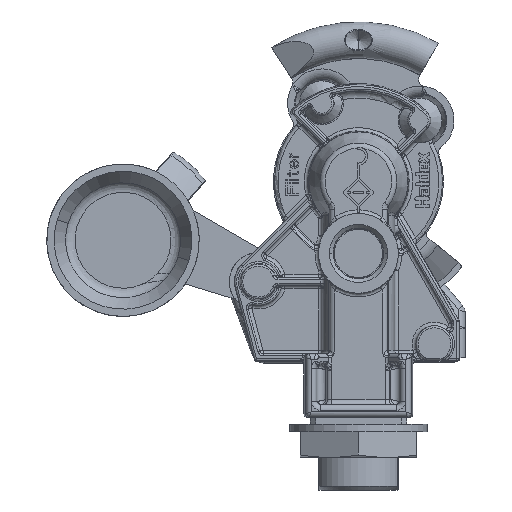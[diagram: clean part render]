
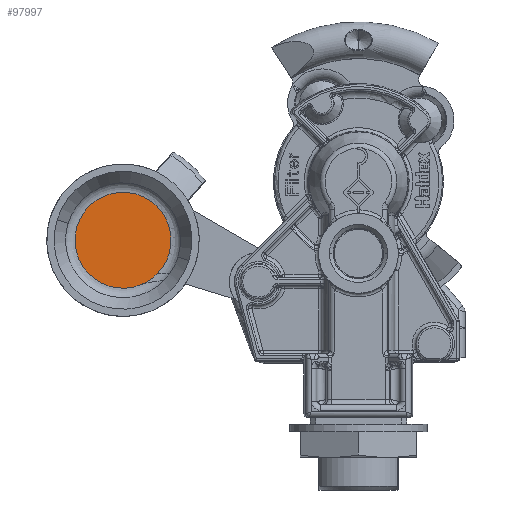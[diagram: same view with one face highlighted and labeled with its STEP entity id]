
A CAD part, front view. The second image highlights one B-rep face of the part: STEP entity #97997.
In plain terms, the highlighted planar face has unit normal (0, -1, 0).
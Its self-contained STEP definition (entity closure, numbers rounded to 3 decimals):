
#89225=CARTESIAN_POINT('',(0.,7.,0.));
#89226=DIRECTION('',(0.,-1.,0.));
#89227=DIRECTION('',(-0.641,0.,0.768));
#89228=AXIS2_PLACEMENT_3D('',#89225,#89226,#89227);
#89233=CARTESIAN_POINT('',(-11.729,7.,6.114));
#89248=CARTESIAN_POINT('',(0.,7.,0.));
#89249=DIRECTION('',(0.,-1.,0.));
#89250=DIRECTION('',(-0.887,0.,0.462));
#89251=AXIS2_PLACEMENT_3D('',#89248,#89249,#89250);
#89265=CARTESIAN_POINT('',(-8.476,7.,10.153));
#97900=VERTEX_POINT('',#89265);
#97901=VERTEX_POINT('',#89233);
#97986=CARTESIAN_POINT('',(0.,7.,0.));
#97987=DIRECTION('',(0.,-1.,0.));
#97988=DIRECTION('',(-1.,0.,0.));
#97989=AXIS2_PLACEMENT_3D('',#97986,#97987,#97988);
#97990=PLANE('',#97989);
#97992=ORIENTED_EDGE('',*,*,#97991,.F.);
#97994=ORIENTED_EDGE('',*,*,#97993,.F.);
#97995=EDGE_LOOP('',(#97992,#97994));
#97996=FACE_OUTER_BOUND('',#97995,.F.);
#89229=CIRCLE('',#89228,13.226);
#89252=CIRCLE('',#89251,13.226);
#97991=EDGE_CURVE('',#97901,#97900,#89252,.T.);
#97993=EDGE_CURVE('',#97900,#97901,#89229,.T.);
#97997=ADVANCED_FACE('',(#97996),#97990,.T.);
